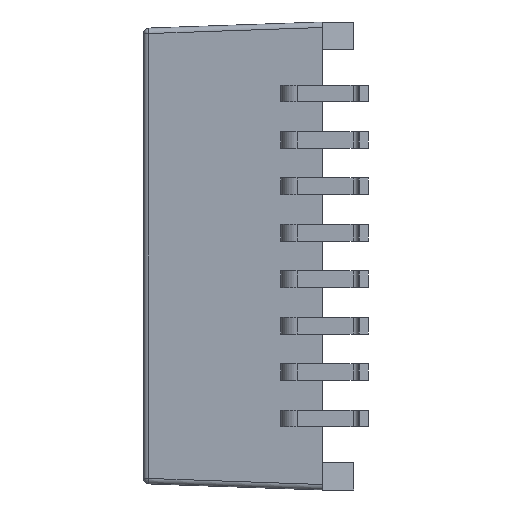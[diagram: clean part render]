
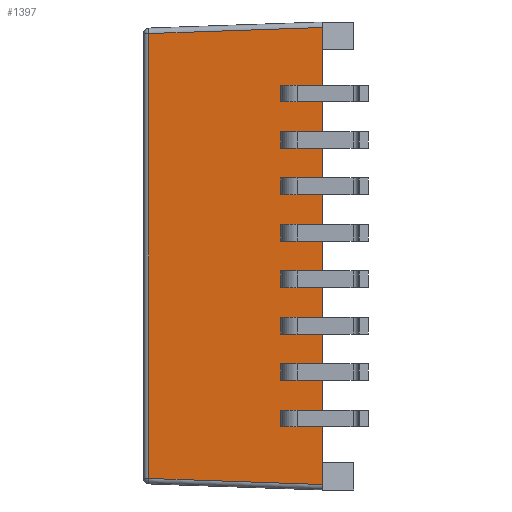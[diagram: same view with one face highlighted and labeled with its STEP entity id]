
A CAD part, left-side view. The second image highlights one B-rep face of the part: STEP entity #1397.
In plain terms, the highlighted planar face has unit normal (-0.999, 0.035, 0).
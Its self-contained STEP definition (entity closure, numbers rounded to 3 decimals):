
#382 = CARTESIAN_POINT ( 'NONE',  ( -3.284, 6.005, 6.084 ) ) ;
#589 = ORIENTED_EDGE ( 'NONE', *, *, #2451, .T. ) ;
#1005 = LINE ( 'NONE', #6744, #1032 ) ;
#1032 = VECTOR ( 'NONE', #11311, 1000. ) ;
#1187 = EDGE_LOOP ( 'NONE', ( #7136, #589, #11613, #9740 ) ) ;
#1397 = ADVANCED_FACE ( 'NONE', ( #9872 ), #10966, .T. ) ;
#1745 = LINE ( 'NONE', #2426, #1820 ) ;
#1820 = VECTOR ( 'NONE', #2320, 1000. ) ;
#2320 = DIRECTION ( 'NONE',  ( 0.035, 0.999, -0.035 ) ) ;
#2426 = CARTESIAN_POINT ( 'NONE',  ( -3.436, 1.665, 6.236 ) ) ;
#2451 = EDGE_CURVE ( 'NONE', #2745, #6975, #1005, .T. ) ;
#2649 = EDGE_CURVE ( 'NONE', #6975, #11261, #7054, .T. ) ;
#2745 = VERTEX_POINT ( 'NONE', #2970 ) ;
#2970 = CARTESIAN_POINT ( 'NONE',  ( -3.284, 6.005, -6.084 ) ) ;
#3622 = VERTEX_POINT ( 'NONE', #382 ) ;
#4376 = CARTESIAN_POINT ( 'NONE',  ( -3.45, 1.25, -5.65 ) ) ;
#6011 = DIRECTION ( 'NONE',  ( 0., 0., -1. ) ) ;
#6164 = LINE ( 'NONE', #13419, #11624 ) ;
#6744 = CARTESIAN_POINT ( 'NONE',  ( -3.449, 1.271, -6.249 ) ) ;
#6975 = VERTEX_POINT ( 'NONE', #12394 ) ;
#7054 = LINE ( 'NONE', #9961, #12267 ) ;
#7136 = ORIENTED_EDGE ( 'NONE', *, *, #7398, .T. ) ;
#7398 = EDGE_CURVE ( 'NONE', #3622, #2745, #6164, .T. ) ;
#8849 = AXIS2_PLACEMENT_3D ( 'NONE', #4376, #13207, #15805 ) ;
#9740 = ORIENTED_EDGE ( 'NONE', *, *, #15791, .T. ) ;
#9872 = FACE_OUTER_BOUND ( 'NONE', #1187, .T. ) ;
#9961 = CARTESIAN_POINT ( 'NONE',  ( -3.45, 1.25, -6.4 ) ) ;
#10511 = CARTESIAN_POINT ( 'NONE',  ( -3.45, 1.25, 6.25 ) ) ;
#10966 = PLANE ( 'NONE',  #8849 ) ;
#11192 = DIRECTION ( 'NONE',  ( 0., 0., 1. ) ) ;
#11261 = VERTEX_POINT ( 'NONE', #10511 ) ;
#11311 = DIRECTION ( 'NONE',  ( -0.035, -0.999, -0.035 ) ) ;
#11613 = ORIENTED_EDGE ( 'NONE', *, *, #2649, .T. ) ;
#11624 = VECTOR ( 'NONE', #6011, 1000. ) ;
#12267 = VECTOR ( 'NONE', #11192, 1000. ) ;
#12394 = CARTESIAN_POINT ( 'NONE',  ( -3.45, 1.25, -6.25 ) ) ;
#13207 = DIRECTION ( 'NONE',  ( -0.999, 0.035, 0. ) ) ;
#13419 = CARTESIAN_POINT ( 'NONE',  ( -3.284, 6.005, -6.229 ) ) ;
#15791 = EDGE_CURVE ( 'NONE', #11261, #3622, #1745, .T. ) ;
#15805 = DIRECTION ( 'NONE',  ( -0.035, -0.999, 0. ) ) ;
